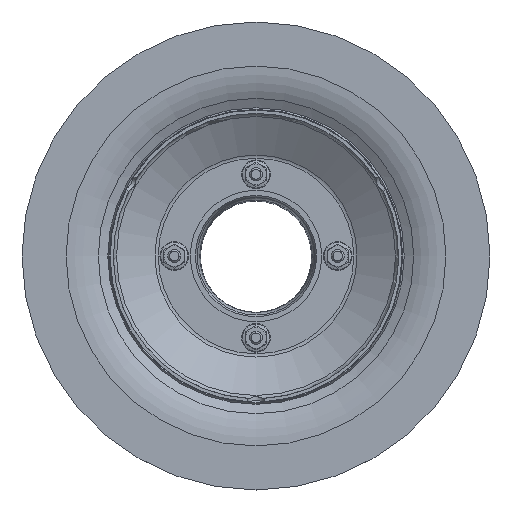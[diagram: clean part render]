
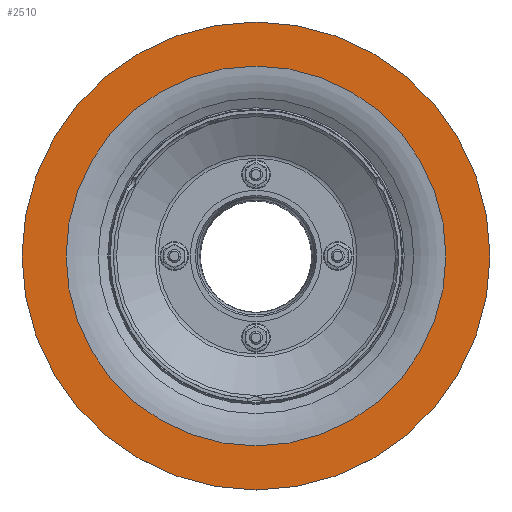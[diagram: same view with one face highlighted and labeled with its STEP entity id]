
A CAD part, top view. The second image highlights one B-rep face of the part: STEP entity #2510.
In plain terms, the highlighted planar face has unit normal (0, 0, 1).
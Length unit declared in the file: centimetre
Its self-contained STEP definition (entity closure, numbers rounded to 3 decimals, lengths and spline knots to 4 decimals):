
#74=FACE_BOUND('',#580,.T.);
#116=PLANE('',#2800);
#399=FACE_OUTER_BOUND('',#579,.T.);
#579=EDGE_LOOP('',(#2141));
#580=EDGE_LOOP('',(#2142));
#911=CIRCLE('',#2771,146.);
#928=CIRCLE('',#2798,118.5);
#1152=VERTEX_POINT('',#4794);
#1166=VERTEX_POINT('',#4839);
#1475=EDGE_CURVE('',#1152,#1152,#911,.T.);
#1495=EDGE_CURVE('',#1166,#1166,#928,.T.);
#2141=ORIENTED_EDGE('',*,*,#1475,.F.);
#2142=ORIENTED_EDGE('',*,*,#1495,.T.);
#2510=ADVANCED_FACE('',(#399,#74),#116,.T.);
#2771=AXIS2_PLACEMENT_3D('',#4796,#3390,#3391);
#2798=AXIS2_PLACEMENT_3D('',#4840,#3447,#3448);
#2800=AXIS2_PLACEMENT_3D('',#4842,#3451,#3452);
#3390=DIRECTION('center_axis',(0.,0.,-1.));
#3391=DIRECTION('ref_axis',(1.,0.,0.));
#3447=DIRECTION('center_axis',(0.,0.,-1.));
#3448=DIRECTION('ref_axis',(1.,0.,0.));
#3451=DIRECTION('center_axis',(0.,0.,1.));
#3452=DIRECTION('ref_axis',(0.,-1.,0.));
#4794=CARTESIAN_POINT('',(146.,0.,250.));
#4796=CARTESIAN_POINT('Origin',(0.,0.,250.));
#4839=CARTESIAN_POINT('',(0.,-118.5,250.));
#4840=CARTESIAN_POINT('Origin',(0.,0.,250.));
#4842=CARTESIAN_POINT('Origin',(-146.,0.,250.));
